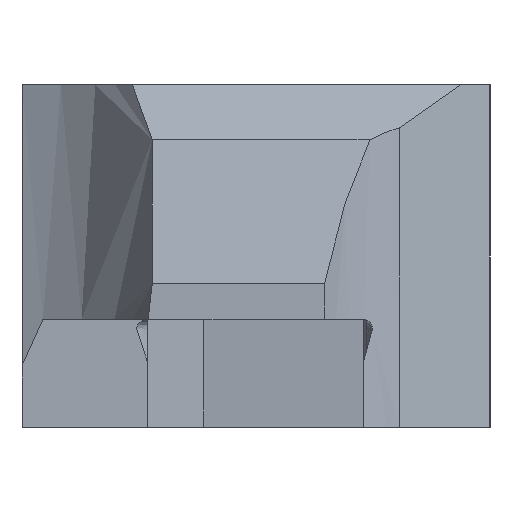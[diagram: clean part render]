
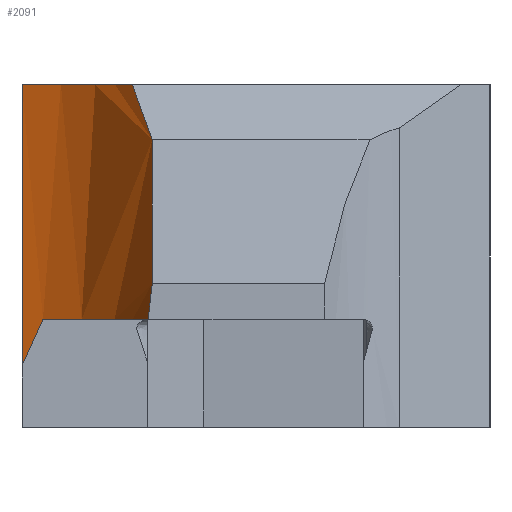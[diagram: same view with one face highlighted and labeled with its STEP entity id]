
A CAD part, left-side view. The second image highlights one B-rep face of the part: STEP entity #2091.
In plain terms, the highlighted free-form (B-spline) face has degree [3, 1] with [4, 2] control points.
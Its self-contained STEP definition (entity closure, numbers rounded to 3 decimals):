
#9 = CARTESIAN_POINT ( 'NONE',  ( 2.095, 9.733, -10.027 ) ) ;
#38 = B_SPLINE_CURVE_WITH_KNOTS ( 'NONE', 3,
 ( #60, #79, #762, #39, #56, #68, #72, #90 ),
 .UNSPECIFIED., .F., .F.,
 ( 4, 2, 2, 4 ),
 ( -0.005, -0.003, -0.002, 0. ),
 .UNSPECIFIED. ) ;
#39 = CARTESIAN_POINT ( 'NONE',  ( 2.504, 11.25, -16.05 ) ) ;
#56 = CARTESIAN_POINT ( 'NONE',  ( 2.23, 10.981, -16.05 ) ) ;
#60 = CARTESIAN_POINT ( 'NONE',  ( 3.446, 12.441, -16.05 ) ) ;
#68 = CARTESIAN_POINT ( 'NONE',  ( 1.362, 10.241, -16.05 ) ) ;
#72 = CARTESIAN_POINT ( 'NONE',  ( 0.724, 9.838, -16.05 ) ) ;
#73 = CARTESIAN_POINT ( 'NONE',  ( 5.371, 12.708, -9.525 ) ) ;
#79 = CARTESIAN_POINT ( 'NONE',  ( 3.236, 12.121, -16.05 ) ) ;
#80 = CARTESIAN_POINT ( 'NONE',  ( 4.029, 11.03, -9.525 ) ) ;
#86 = B_SPLINE_CURVE_WITH_KNOTS ( 'NONE', 3,
 ( #644, #1708, #1874, #824 ),
 .UNSPECIFIED., .F., .F.,
 ( 4, 4 ),
 ( 0., 0.001 ),
 .UNSPECIFIED. ) ;
#90 = CARTESIAN_POINT ( 'NONE',  ( 0.026, 9.525, -16.05 ) ) ;
#123 = EDGE_CURVE ( 'NONE', #1812, #1304, #1206, .T. ) ;
#163 = CARTESIAN_POINT ( 'NONE',  ( 3.446, 13.025, -17.348 ) ) ;
#174 = ORIENTED_EDGE ( 'NONE', *, *, #1504, .F. ) ;
#192 = CARTESIAN_POINT ( 'NONE',  ( 0., 9.513, -16.05 ) ) ;
#243 = ORIENTED_EDGE ( 'NONE', *, *, #1352, .T. ) ;
#248 = CARTESIAN_POINT ( 'NONE',  ( 3.446, 12.441, -16.05 ) ) ;
#266 = CARTESIAN_POINT ( 'NONE',  ( 0., 9.513, -16.05 ) ) ;
#276 = CARTESIAN_POINT ( 'NONE',  ( 3.201, 10.34, -9.525 ) ) ;
#372 = CARTESIAN_POINT ( 'NONE',  ( 0.018, 9.521, -16.05 ) ) ;
#419 = CARTESIAN_POINT ( 'NONE',  ( -0.628, 9.4, -17.395 ) ) ;
#447 = CARTESIAN_POINT ( 'NONE',  ( 2.597, 9.952, -9.525 ) ) ;
#468 = ORIENTED_EDGE ( 'NONE', *, *, #524, .F. ) ;
#488 = VERTEX_POINT ( 'NONE', #619 ) ;
#498 = LINE ( 'NONE', #588, #2134 ) ;
#500 = EDGE_CURVE ( 'NONE', #488, #1304, #1554, .T. ) ;
#524 = EDGE_CURVE ( 'NONE', #1402, #1341, #86, .T. ) ;
#557 = CARTESIAN_POINT ( 'NONE',  ( 1.586, 9.551, -10.536 ) ) ;
#588 = CARTESIAN_POINT ( 'NONE',  ( 8.815, 9.4, 17.849 ) ) ;
#619 = CARTESIAN_POINT ( 'NONE',  ( 5.542, 13.025, -9.525 ) ) ;
#621 = CARTESIAN_POINT ( 'NONE',  ( 12.877, 13.025, 17.849 ) ) ;
#644 = CARTESIAN_POINT ( 'NONE',  ( 0., 9.4, -15.05 ) ) ;
#727 = CARTESIAN_POINT ( 'NONE',  ( 0.026, 9.525, -16.05 ) ) ;
#738 = CARTESIAN_POINT ( 'NONE',  ( 1.072, 9.4, -11.05 ) ) ;
#762 = CARTESIAN_POINT ( 'NONE',  ( 3.006, 11.819, -16.05 ) ) ;
#777 = CARTESIAN_POINT ( 'NONE',  ( 1.48, 9.4, -9.525 ) ) ;
#778 = EDGE_CURVE ( 'NONE', #2148, #1341, #1435, .T. ) ;
#824 = CARTESIAN_POINT ( 'NONE',  ( 0., 9.513, -16.05 ) ) ;
#890 = DIRECTION ( 'NONE',  ( 0.259, 0., 0.966 ) ) ;
#906 = VERTEX_POINT ( 'NONE', #248 ) ;
#950 = CARTESIAN_POINT ( 'NONE',  ( 3.234, 10.104, -9.525 ) ) ;
#967 = CARTESIAN_POINT ( 'NONE',  ( 0., 9.4, -15.05 ) ) ;
#987 = CARTESIAN_POINT ( 'NONE',  ( 4.757, 11.824, -9.525 ) ) ;
#991 = LINE ( 'NONE', #621, #1789 ) ;
#1117 = VERTEX_POINT ( 'NONE', #1152 ) ;
#1152 = CARTESIAN_POINT ( 'NONE',  ( 3.446, 13.025, -17.348 ) ) ;
#1163 = ORIENTED_EDGE ( 'NONE', *, *, #500, .F. ) ;
#1206 = B_SPLINE_CURVE_WITH_KNOTS ( 'NONE', 3,
 ( #738, #557, #9, #1798 ),
 .UNSPECIFIED., .F., .F.,
 ( 4, 4 ),
 ( 0., 0.002 ),
 .UNSPECIFIED. ) ;
#1255 = CARTESIAN_POINT ( 'NONE',  ( 0.009, 9.517, -16.05 ) ) ;
#1304 = VERTEX_POINT ( 'NONE', #1856 ) ;
#1321 = CARTESIAN_POINT ( 'NONE',  ( 5.542, 13.025, -9.525 ) ) ;
#1328 = CARTESIAN_POINT ( 'NONE',  ( 3.762, 10.787, -9.525 ) ) ;
#1341 = VERTEX_POINT ( 'NONE', #266 ) ;
#1352 = EDGE_CURVE ( 'NONE', #906, #2148, #38, .T. ) ;
#1384 = ORIENTED_EDGE ( 'NONE', *, *, #1658, .F. ) ;
#1392 = CARTESIAN_POINT ( 'NONE',  ( 1.072, 9.4, -11.05 ) ) ;
#1402 = VERTEX_POINT ( 'NONE', #967 ) ;
#1411 = ORIENTED_EDGE ( 'NONE', *, *, #778, .T. ) ;
#1423 = CARTESIAN_POINT ( 'NONE',  ( 3.433, 13.025, -17.395 ) ) ;
#1435 = B_SPLINE_CURVE_WITH_KNOTS ( 'NONE', 3,
 ( #727, #372, #1255, #192 ),
 .UNSPECIFIED., .F., .F.,
 ( 4, 4 ),
 ( 0., 0. ),
 .UNSPECIFIED. ) ;
#1480 = CARTESIAN_POINT ( 'NONE',  ( 1.126, 10.104, -17.395 ) ) ;
#1500 = CARTESIAN_POINT ( 'NONE',  ( 3.446, 12.814, -16.923 ) ) ;
#1504 = EDGE_CURVE ( 'NONE', #906, #1117, #1933, .T. ) ;
#1505 = DIRECTION ( 'NONE',  ( 0.259, 0., 0.966 ) ) ;
#1507 = CARTESIAN_POINT ( 'NONE',  ( 3.446, 12.621, -16.489 ) ) ;
#1512 = CARTESIAN_POINT ( 'NONE',  ( 2.906, 10.137, -9.525 ) ) ;
#1554 = B_SPLINE_CURVE_WITH_KNOTS ( 'NONE', 3,
 ( #1321, #73, #2023, #987, #2224, #80, #1328, #276, #1512, #447 ),
 .UNSPECIFIED., .F., .F.,
 ( 4, 2, 2, 2, 4 ),
 ( 0., 0.001, 0.002, 0.003, 0.004 ),
 .UNSPECIFIED. ) ;
#1596 = CARTESIAN_POINT ( 'NONE',  ( 0.026, 9.525, -16.05 ) ) ;
#1658 = EDGE_CURVE ( 'NONE', #1117, #488, #991, .T. ) ;
#1680 = EDGE_LOOP ( 'NONE', ( #243, #1411, #468, #1932, #1882, #1163, #1384, #174 ) ) ;
#1708 = CARTESIAN_POINT ( 'NONE',  ( 0., 9.436, -15.384 ) ) ;
#1789 = VECTOR ( 'NONE', #890, 1000. ) ;
#1798 = CARTESIAN_POINT ( 'NONE',  ( 2.597, 9.952, -9.525 ) ) ;
#1812 = VERTEX_POINT ( 'NONE', #1392 ) ;
#1830 = CARTESIAN_POINT ( 'NONE',  ( 2.536, 11.362, -17.395 ) ) ;
#1839 =( BOUNDED_SURFACE ( )  B_SPLINE_SURFACE ( 3, 1, ( 
 ( #1917, #1423 ),
 ( #1869, #1830 ),
 ( #950, #1480 ),
 ( #777, #419 ) ),
 .UNSPECIFIED., .F., .F., .F. ) 
 B_SPLINE_SURFACE_WITH_KNOTS ( ( 4, 4 ),
 ( 2, 2 ),
 ( 0., 1. ),
 ( 0., 1. ),
 .UNSPECIFIED. ) 
 GEOMETRIC_REPRESENTATION_ITEM ( )  RATIONAL_B_SPLINE_SURFACE ( (
 ( 1., 1.),
 ( 0.96, 0.96),
 ( 0.96, 0.96),
 ( 1., 1.) ) ) 
 REPRESENTATION_ITEM ( '' )  SURFACE ( )  );
#1856 = CARTESIAN_POINT ( 'NONE',  ( 2.597, 9.952, -9.525 ) ) ;
#1865 = CARTESIAN_POINT ( 'NONE',  ( 3.446, 12.441, -16.05 ) ) ;
#1869 = CARTESIAN_POINT ( 'NONE',  ( 4.644, 11.362, -9.525 ) ) ;
#1874 = CARTESIAN_POINT ( 'NONE',  ( 0., 9.474, -15.717 ) ) ;
#1882 = ORIENTED_EDGE ( 'NONE', *, *, #123, .T. ) ;
#1917 = CARTESIAN_POINT ( 'NONE',  ( 5.542, 13.025, -9.525 ) ) ;
#1932 = ORIENTED_EDGE ( 'NONE', *, *, #2207, .T. ) ;
#1933 = B_SPLINE_CURVE_WITH_KNOTS ( 'NONE', 3,
 ( #1865, #1507, #1500, #163 ),
 .UNSPECIFIED., .F., .F.,
 ( 4, 4 ),
 ( 0., 0.001 ),
 .UNSPECIFIED. ) ;
#1975 = FACE_OUTER_BOUND ( 'NONE', #1680, .T. ) ;
#2023 = CARTESIAN_POINT ( 'NONE',  ( 5.18, 12.405, -9.525 ) ) ;
#2091 = ADVANCED_FACE ( 'NONE', ( #1975 ), #1839, .T. ) ;
#2134 = VECTOR ( 'NONE', #1505, 1000. ) ;
#2148 = VERTEX_POINT ( 'NONE', #1596 ) ;
#2207 = EDGE_CURVE ( 'NONE', #1402, #1812, #498, .T. ) ;
#2224 = CARTESIAN_POINT ( 'NONE',  ( 4.525, 11.548, -9.525 ) ) ;
